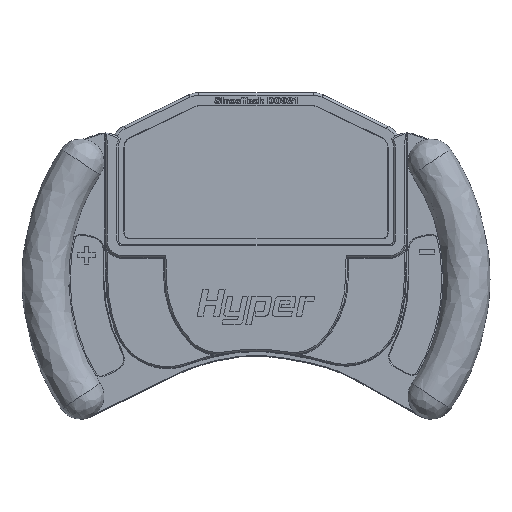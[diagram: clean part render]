
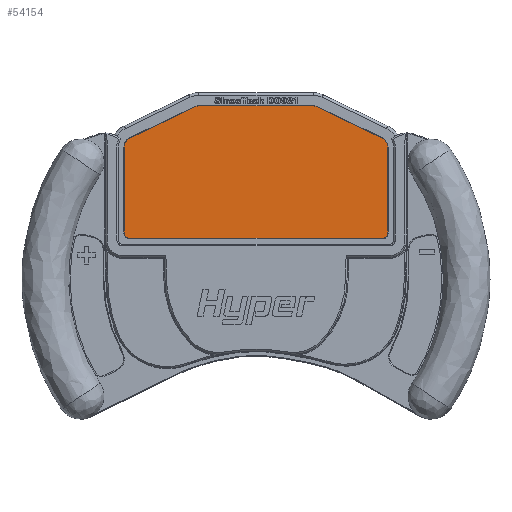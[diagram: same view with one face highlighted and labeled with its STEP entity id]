
A CAD part, top view. The second image highlights one B-rep face of the part: STEP entity #54154.
In plain terms, the highlighted free-form (B-spline) face has degree [1, 1] with [2, 2] control points.
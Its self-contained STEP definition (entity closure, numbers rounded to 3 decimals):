
#53809 = VERTEX_POINT('',#53810);
#53810 = CARTESIAN_POINT('',(-51.138,142.642,
    42.238));
#53815 = EDGE_CURVE('',#53816,#53809,#53818,.T.);
#53816 = VERTEX_POINT('',#53817);
#53817 = CARTESIAN_POINT('',(-45.9,143.836,
    42.238));
#53818 = ( BOUNDED_CURVE() B_SPLINE_CURVE(2,(#53819,#53820,#53821),
.UNSPECIFIED.,.F.,.F.) B_SPLINE_CURVE_WITH_KNOTS((3,3),(0.,
0.448),.PIECEWISE_BEZIER_KNOTS.) CURVE() 
GEOMETRIC_REPRESENTATION_ITEM() RATIONAL_B_SPLINE_CURVE((1.,
0.975,1.)) REPRESENTATION_ITEM('') );
#53819 = CARTESIAN_POINT('',(-45.9,143.836,
    42.238));
#53820 = CARTESIAN_POINT('',(-48.655,143.836,
    42.238));
#53821 = CARTESIAN_POINT('',(-51.138,142.642,
    42.238));
#53846 = EDGE_CURVE('',#53847,#53816,#53849,.T.);
#53847 = VERTEX_POINT('',#53848);
#53848 = CARTESIAN_POINT('',(40.536,143.836,
    42.238));
#53849 = B_SPLINE_CURVE_WITH_KNOTS('',1,(#53850,#53851),.UNSPECIFIED.,
  .F.,.F.,(2,2),(0.,73.158),.PIECEWISE_BEZIER_KNOTS.);
#53850 = CARTESIAN_POINT('',(40.536,143.836,
    42.238));
#53851 = CARTESIAN_POINT('',(-45.9,143.836,
    42.238));
#53875 = EDGE_CURVE('',#53876,#53847,#53878,.T.);
#53876 = VERTEX_POINT('',#53877);
#53877 = CARTESIAN_POINT('',(45.775,142.642,
    42.238));
#53878 = ( BOUNDED_CURVE() B_SPLINE_CURVE(2,(#53879,#53880,#53881),
.UNSPECIFIED.,.F.,.F.) B_SPLINE_CURVE_WITH_KNOTS((3,3),(0.,
0.448),.PIECEWISE_BEZIER_KNOTS.) CURVE() 
GEOMETRIC_REPRESENTATION_ITEM() RATIONAL_B_SPLINE_CURVE((1.,
0.975,1.)) REPRESENTATION_ITEM('') );
#53879 = CARTESIAN_POINT('',(45.775,142.642,
    42.238));
#53880 = CARTESIAN_POINT('',(43.292,143.836,
    42.238));
#53881 = CARTESIAN_POINT('',(40.536,143.836,
    42.238));
#53906 = EDGE_CURVE('',#53907,#53876,#53909,.T.);
#53907 = VERTEX_POINT('',#53908);
#53908 = CARTESIAN_POINT('',(94.713,119.096,
    42.238));
#53909 = B_SPLINE_CURVE_WITH_KNOTS('',1,(#53910,#53911),.UNSPECIFIED.,
  .F.,.F.,(2,2),(0.,45.966),.PIECEWISE_BEZIER_KNOTS.);
#53910 = CARTESIAN_POINT('',(94.713,119.096,
    42.238));
#53911 = CARTESIAN_POINT('',(45.775,142.642,
    42.238));
#53935 = EDGE_CURVE('',#53936,#53907,#53938,.T.);
#53936 = VERTEX_POINT('',#53937);
#53937 = CARTESIAN_POINT('',(101.557,108.208,
    42.238));
#53938 = ( BOUNDED_CURVE() B_SPLINE_CURVE(2,(#53939,#53940,#53941),
.UNSPECIFIED.,.F.,.F.) B_SPLINE_CURVE_WITH_KNOTS((3,3),(0.,1.122
),.PIECEWISE_BEZIER_KNOTS.) CURVE() GEOMETRIC_REPRESENTATION_ITEM() 
RATIONAL_B_SPLINE_CURVE((1.,0.847,1.)) REPRESENTATION_ITEM('') 
  );
#53939 = CARTESIAN_POINT('',(101.557,108.208,
    42.238));
#53940 = CARTESIAN_POINT('',(101.557,115.803,
    42.238));
#53941 = CARTESIAN_POINT('',(94.713,119.096,
    42.238));
#53966 = EDGE_CURVE('',#53967,#53936,#53969,.T.);
#53967 = VERTEX_POINT('',#53968);
#53968 = CARTESIAN_POINT('',(101.557,43.171,
    42.238));
#53969 = B_SPLINE_CURVE_WITH_KNOTS('',1,(#53970,#53971),.UNSPECIFIED.,
  .F.,.F.,(2,2),(0.,55.047),.PIECEWISE_BEZIER_KNOTS.);
#53970 = CARTESIAN_POINT('',(101.557,43.171,
    42.238));
#53971 = CARTESIAN_POINT('',(101.557,108.208,
    42.238));
#53995 = EDGE_CURVE('',#53996,#53967,#53998,.T.);
#53996 = VERTEX_POINT('',#53997);
#53997 = CARTESIAN_POINT('',(92.991,34.605,
    42.238));
#53998 = ( BOUNDED_CURVE() B_SPLINE_CURVE(2,(#53999,#54000,#54001),
.UNSPECIFIED.,.F.,.F.) B_SPLINE_CURVE_WITH_KNOTS((3,3),(0.,
1.571),.PIECEWISE_BEZIER_KNOTS.) CURVE() 
GEOMETRIC_REPRESENTATION_ITEM() RATIONAL_B_SPLINE_CURVE((1.,
0.707,1.)) REPRESENTATION_ITEM('') );
#53999 = CARTESIAN_POINT('',(92.991,34.605,
    42.238));
#54000 = CARTESIAN_POINT('',(101.557,34.605,
    42.238));
#54001 = CARTESIAN_POINT('',(101.557,43.171,
    42.238));
#54026 = EDGE_CURVE('',#54027,#53996,#54029,.T.);
#54027 = VERTEX_POINT('',#54028);
#54028 = CARTESIAN_POINT('',(-98.354,34.605,
    42.238));
#54029 = B_SPLINE_CURVE_WITH_KNOTS('',1,(#54030,#54031),.UNSPECIFIED.,
  .F.,.F.,(2,2),(0.,161.952),.PIECEWISE_BEZIER_KNOTS.);
#54030 = CARTESIAN_POINT('',(-98.354,34.605,
    42.238));
#54031 = CARTESIAN_POINT('',(92.991,34.605,
    42.238));
#54055 = EDGE_CURVE('',#54056,#54027,#54058,.T.);
#54056 = VERTEX_POINT('',#54057);
#54057 = CARTESIAN_POINT('',(-106.92,43.171,
    42.238));
#54058 = ( BOUNDED_CURVE() B_SPLINE_CURVE(2,(#54059,#54060,#54061),
.UNSPECIFIED.,.F.,.F.) B_SPLINE_CURVE_WITH_KNOTS((3,3),(0.,
1.571),.PIECEWISE_BEZIER_KNOTS.) CURVE() 
GEOMETRIC_REPRESENTATION_ITEM() RATIONAL_B_SPLINE_CURVE((1.,
0.707,1.)) REPRESENTATION_ITEM('') );
#54059 = CARTESIAN_POINT('',(-106.92,43.171,
    42.238));
#54060 = CARTESIAN_POINT('',(-106.92,34.605,
    42.238));
#54061 = CARTESIAN_POINT('',(-98.354,34.605,
    42.238));
#54086 = EDGE_CURVE('',#54087,#54056,#54089,.T.);
#54087 = VERTEX_POINT('',#54088);
#54088 = CARTESIAN_POINT('',(-106.92,108.208,
    42.238));
#54089 = B_SPLINE_CURVE_WITH_KNOTS('',1,(#54090,#54091),.UNSPECIFIED.,
  .F.,.F.,(2,2),(0.,55.047),.PIECEWISE_BEZIER_KNOTS.);
#54090 = CARTESIAN_POINT('',(-106.92,108.208,
    42.238));
#54091 = CARTESIAN_POINT('',(-106.92,43.171,
    42.238));
#54115 = EDGE_CURVE('',#54116,#54087,#54118,.T.);
#54116 = VERTEX_POINT('',#54117);
#54117 = CARTESIAN_POINT('',(-100.076,119.096,
    42.238));
#54118 = ( BOUNDED_CURVE() B_SPLINE_CURVE(2,(#54119,#54120,#54121),
.UNSPECIFIED.,.F.,.F.) B_SPLINE_CURVE_WITH_KNOTS((3,3),(0.,1.122
),.PIECEWISE_BEZIER_KNOTS.) CURVE() GEOMETRIC_REPRESENTATION_ITEM() 
RATIONAL_B_SPLINE_CURVE((1.,0.847,1.)) REPRESENTATION_ITEM('') 
  );
#54119 = CARTESIAN_POINT('',(-100.076,119.096,
    42.238));
#54120 = CARTESIAN_POINT('',(-106.92,115.803,
    42.238));
#54121 = CARTESIAN_POINT('',(-106.92,108.208,
    42.238));
#54144 = EDGE_CURVE('',#53809,#54116,#54145,.T.);
#54145 = B_SPLINE_CURVE_WITH_KNOTS('',1,(#54146,#54147),.UNSPECIFIED.,
  .F.,.F.,(2,2),(0.,45.966),.PIECEWISE_BEZIER_KNOTS.);
#54146 = CARTESIAN_POINT('',(-51.138,142.642,
    42.238));
#54147 = CARTESIAN_POINT('',(-100.076,119.096,
    42.238));
#54154 = ADVANCED_FACE('',(#54155),#54169,.T.);
#54155 = FACE_BOUND('',#54156,.T.);
#54156 = EDGE_LOOP('',(#54157,#54158,#54159,#54160,#54161,#54162,#54163,
    #54164,#54165,#54166,#54167,#54168));
#54157 = ORIENTED_EDGE('',*,*,#54144,.T.);
#54158 = ORIENTED_EDGE('',*,*,#54115,.T.);
#54159 = ORIENTED_EDGE('',*,*,#54086,.T.);
#54160 = ORIENTED_EDGE('',*,*,#54055,.T.);
#54161 = ORIENTED_EDGE('',*,*,#54026,.T.);
#54162 = ORIENTED_EDGE('',*,*,#53995,.T.);
#54163 = ORIENTED_EDGE('',*,*,#53966,.T.);
#54164 = ORIENTED_EDGE('',*,*,#53935,.T.);
#54165 = ORIENTED_EDGE('',*,*,#53906,.T.);
#54166 = ORIENTED_EDGE('',*,*,#53875,.T.);
#54167 = ORIENTED_EDGE('',*,*,#53846,.T.);
#54168 = ORIENTED_EDGE('',*,*,#53815,.T.);
#54169 = B_SPLINE_SURFACE_WITH_KNOTS('',1,1,(
    (#54170,#54171)
    ,(#54172,#54173
    )),.UNSPECIFIED.,.F.,.F.,.F.,(2,2),(2,2),(-88.226,
    88.226),(-46.226,46.226),
  .PIECEWISE_BEZIER_KNOTS.);
#54170 = CARTESIAN_POINT('',(101.557,143.836,
    42.238));
#54171 = CARTESIAN_POINT('',(101.557,34.605,
    42.238));
#54172 = CARTESIAN_POINT('',(-106.92,143.836,
    42.238));
#54173 = CARTESIAN_POINT('',(-106.92,34.605,
    42.238));
